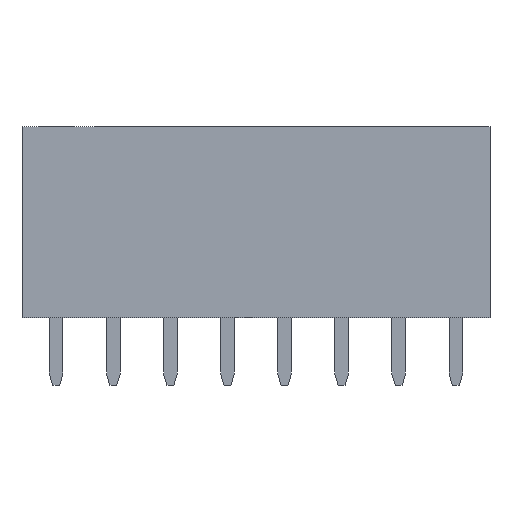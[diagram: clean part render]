
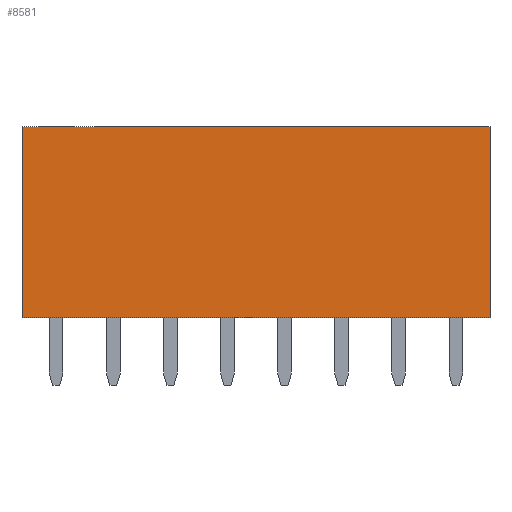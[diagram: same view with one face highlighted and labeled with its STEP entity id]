
A CAD part, front view. The second image highlights one B-rep face of the part: STEP entity #8581.
In plain terms, the highlighted face is planar.
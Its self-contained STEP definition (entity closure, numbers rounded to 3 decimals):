
#287=FACE_OUTER_BOUND('',#793,.T.);
#793=EDGE_LOOP('',(#6103,#6104,#6105,#6106));
#1280=LINE('',#11721,#2488);
#1285=LINE('',#11730,#2493);
#1648=LINE('',#12425,#2856);
#1650=LINE('',#12428,#2858);
#2488=VECTOR('',#9552,10.);
#2493=VECTOR('',#9559,25.9);
#2856=VECTOR('',#9934,25.9);
#2858=VECTOR('',#9938,8.5);
#3696=VERTEX_POINT('',#11718);
#3697=VERTEX_POINT('',#11720);
#3700=VERTEX_POINT('',#11728);
#4026=VERTEX_POINT('',#12424);
#4480=EDGE_CURVE('',#3697,#3696,#1280,.T.);
#4485=EDGE_CURVE('',#3700,#3696,#1285,.T.);
#4848=EDGE_CURVE('',#4026,#3697,#1648,.T.);
#4850=EDGE_CURVE('',#3700,#4026,#1650,.T.);
#6103=ORIENTED_EDGE('',*,*,#4480,.T.);
#6104=ORIENTED_EDGE('',*,*,#4485,.F.);
#6105=ORIENTED_EDGE('',*,*,#4850,.T.);
#6106=ORIENTED_EDGE('',*,*,#4848,.T.);
#8107=PLANE('',#9071);
#8581=ADVANCED_FACE('',(#287),#8107,.T.);
#9071=AXIS2_PLACEMENT_3D('',#12427,#9936,#9937);
#9552=DIRECTION('',(0.,1.,0.));
#9559=DIRECTION('',(1.,0.,0.));
#9934=DIRECTION('',(1.,0.,0.));
#9936=DIRECTION('center_axis',(0.,0.,1.));
#9937=DIRECTION('ref_axis',(0.,-1.,0.));
#9938=DIRECTION('',(0.,-1.,0.));
#11718=CARTESIAN_POINT('',(-17.53,8.5,2.5));
#11720=CARTESIAN_POINT('',(-17.53,0.,2.5));
#11721=CARTESIAN_POINT('',(-17.53,6.45,2.5));
#11728=CARTESIAN_POINT('',(-38.35,8.5,2.5));
#11730=CARTESIAN_POINT('',(-38.35,8.5,2.5));
#12424=CARTESIAN_POINT('',(-38.35,0.,2.5));
#12425=CARTESIAN_POINT('',(-38.35,0.,2.5));
#12427=CARTESIAN_POINT('Origin',(-12.95,8.5,2.5));
#12428=CARTESIAN_POINT('',(-38.35,8.5,2.5));
